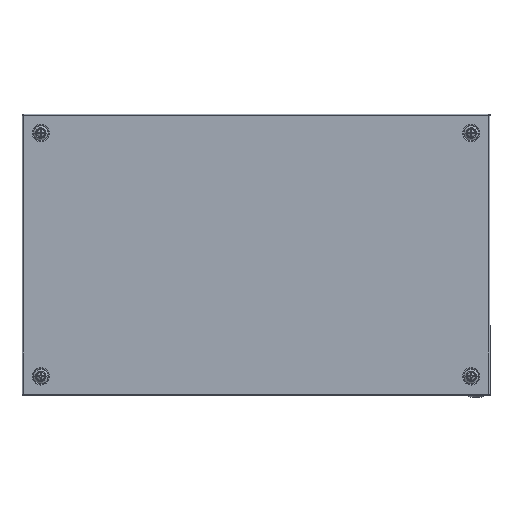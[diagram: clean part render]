
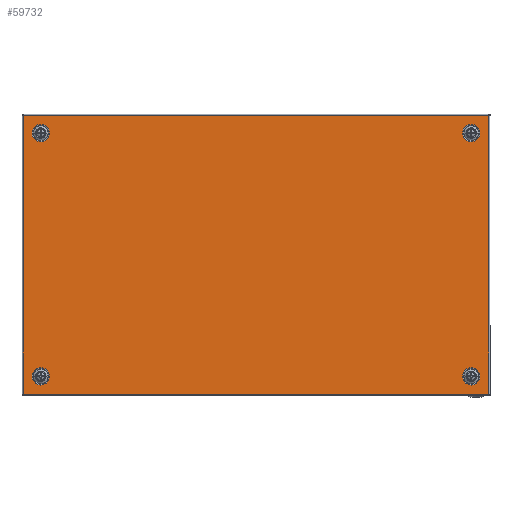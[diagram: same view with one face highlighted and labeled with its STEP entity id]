
A CAD part, top view. The second image highlights one B-rep face of the part: STEP entity #59732.
In plain terms, the highlighted face is planar.
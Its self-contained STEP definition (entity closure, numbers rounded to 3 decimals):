
#4800 = PLANE ( 'NONE',  #52317 ) ;
#4802 = FACE_BOUND ( 'NONE', #54418, .T. ) ;
#4806 = FACE_BOUND ( 'NONE', #54420, .T. ) ;
#4810 = FACE_BOUND ( 'NONE', #54358, .T. ) ;
#4812 = CARTESIAN_POINT ( 'NONE',  ( -149., -249., 0. ) ) ;
#4814 = FACE_OUTER_BOUND ( 'NONE', #54364, .T. ) ;
#4818 = FACE_BOUND ( 'NONE', #54362, .T. ) ;
#4821 = DIRECTION ( 'NONE',  ( 0., 0., 1. ) ) ;
#4823 = DIRECTION ( 'NONE',  ( 1., 0., 0. ) ) ;
#25539 = CARTESIAN_POINT ( 'NONE',  ( -139.208, -230., 0. ) ) ;
#25541 = CARTESIAN_POINT ( 'NONE',  ( -120.792, -230., 0. ) ) ;
#25581 = CARTESIAN_POINT ( 'NONE',  ( 120.792, -230., 0. ) ) ;
#25583 = CARTESIAN_POINT ( 'NONE',  ( 139.208, -230., 0. ) ) ;
#25621 = CARTESIAN_POINT ( 'NONE',  ( -120.792, 230., 0. ) ) ;
#25623 = CARTESIAN_POINT ( 'NONE',  ( -139.208, 230., 0. ) ) ;
#25659 = CARTESIAN_POINT ( 'NONE',  ( 139.208, 230., 0. ) ) ;
#25661 = CARTESIAN_POINT ( 'NONE',  ( 120.792, 230., 0. ) ) ;
#25687 = CARTESIAN_POINT ( 'NONE',  ( 148.9, 248.9, 0. ) ) ;
#25689 = CARTESIAN_POINT ( 'NONE',  ( 148.9, -248.9, 0. ) ) ;
#25693 = CARTESIAN_POINT ( 'NONE',  ( -148.9, -248.9, 0. ) ) ;
#25695 = CARTESIAN_POINT ( 'NONE',  ( -148.9, 248.9, 0. ) ) ;
#32790 = CIRCLE ( 'NONE', #32793, 9.208 ) ;
#32793 = AXIS2_PLACEMENT_3D ( 'NONE', #37064, #37066, #37068 ) ;
#32834 = CIRCLE ( 'NONE', #32839, 9.208 ) ;
#32839 = AXIS2_PLACEMENT_3D ( 'NONE', #37264, #37266, #37268 ) ;
#32880 = CIRCLE ( 'NONE', #32885, 9.208 ) ;
#32885 = AXIS2_PLACEMENT_3D ( 'NONE', #37466, #37468, #37470 ) ;
#32928 = CIRCLE ( 'NONE', #32931, 9.208 ) ;
#32931 = AXIS2_PLACEMENT_3D ( 'NONE', #50810, #50811, #50812 ) ;
#32958 = VECTOR ( 'NONE', #50879, 1000. ) ;
#32964 = CIRCLE ( 'NONE', #32967, 9.208 ) ;
#32966 = CIRCLE ( 'NONE', #32969, 9.208 ) ;
#32967 = AXIS2_PLACEMENT_3D ( 'NONE', #50870, #50871, #50872 ) ;
#32968 = VECTOR ( 'NONE', #50877, 1000. ) ;
#32969 = AXIS2_PLACEMENT_3D ( 'NONE', #50874, #50875, #50876 ) ;
#32971 = VECTOR ( 'NONE', #50882, 1000. ) ;
#32972 = VECTOR ( 'NONE', #50885, 1000. ) ;
#32973 = CIRCLE ( 'NONE', #32975, 9.208 ) ;
#32974 = CIRCLE ( 'NONE', #32977, 9.208 ) ;
#32975 = AXIS2_PLACEMENT_3D ( 'NONE', #50886, #50887, #50888 ) ;
#32977 = AXIS2_PLACEMENT_3D ( 'NONE', #50889, #50890, #50891 ) ;
#33170 = ORIENTED_EDGE ( 'NONE', *, *, #61857, .F. ) ;
#33171 = ORIENTED_EDGE ( 'NONE', *, *, #61785, .F. ) ;
#33173 = ORIENTED_EDGE ( 'NONE', *, *, #61837, .T. ) ;
#33175 = ORIENTED_EDGE ( 'NONE', *, *, #61858, .T. ) ;
#33177 = ORIENTED_EDGE ( 'NONE', *, *, #61859, .T. ) ;
#33179 = ORIENTED_EDGE ( 'NONE', *, *, #61860, .T. ) ;
#33181 = ORIENTED_EDGE ( 'NONE', *, *, #61861, .T. ) ;
#33183 = ORIENTED_EDGE ( 'NONE', *, *, #61862, .T. ) ;
#33184 = ORIENTED_EDGE ( 'NONE', *, *, #61863, .F. ) ;
#33186 = ORIENTED_EDGE ( 'NONE', *, *, #61811, .F. ) ;
#33188 = ORIENTED_EDGE ( 'NONE', *, *, #61759, .T. ) ;
#33190 = ORIENTED_EDGE ( 'NONE', *, *, #61864, .T. ) ;
#37064 = CARTESIAN_POINT ( 'NONE',  ( -130., -230., 0. ) ) ;
#37066 = DIRECTION ( 'NONE',  ( 0., 0., 1. ) ) ;
#37068 = DIRECTION ( 'NONE',  ( -1., 0., 0. ) ) ;
#37264 = CARTESIAN_POINT ( 'NONE',  ( 130., -230., 0. ) ) ;
#37266 = DIRECTION ( 'NONE',  ( 0., 0., -1. ) ) ;
#37268 = DIRECTION ( 'NONE',  ( 1., 0., 0. ) ) ;
#37466 = CARTESIAN_POINT ( 'NONE',  ( -130., 230., 0. ) ) ;
#37468 = DIRECTION ( 'NONE',  ( 0., 0., -1. ) ) ;
#37470 = DIRECTION ( 'NONE',  ( -1., 0., 0. ) ) ;
#50810 = CARTESIAN_POINT ( 'NONE',  ( 130., 230., 0. ) ) ;
#50811 = DIRECTION ( 'NONE',  ( 0., 0., 1. ) ) ;
#50812 = DIRECTION ( 'NONE',  ( 1., 0., 0. ) ) ;
#50868 = LINE ( 'NONE', #50869, #32968 ) ;
#50869 = CARTESIAN_POINT ( 'NONE',  ( 148.9, 248.9, 0. ) ) ;
#50870 = CARTESIAN_POINT ( 'NONE',  ( 130., -230., 0. ) ) ;
#50871 = DIRECTION ( 'NONE',  ( 0., 0., -1. ) ) ;
#50872 = DIRECTION ( 'NONE',  ( 1., 0., 0. ) ) ;
#50873 = LINE ( 'NONE', #50878, #32958 ) ;
#50874 = CARTESIAN_POINT ( 'NONE',  ( 130., 230., 0. ) ) ;
#50875 = DIRECTION ( 'NONE',  ( 0., 0., 1. ) ) ;
#50876 = DIRECTION ( 'NONE',  ( 1., 0., 0. ) ) ;
#50877 = DIRECTION ( 'NONE',  ( 0., -1., 0. ) ) ;
#50878 = CARTESIAN_POINT ( 'NONE',  ( 149., -248.9, 0. ) ) ;
#50879 = DIRECTION ( 'NONE',  ( -1., 0., 0. ) ) ;
#50880 = LINE ( 'NONE', #50881, #32971 ) ;
#50881 = CARTESIAN_POINT ( 'NONE',  ( -148.9, -248.9, 0. ) ) ;
#50882 = DIRECTION ( 'NONE',  ( 0., 1., 0. ) ) ;
#50883 = LINE ( 'NONE', #50884, #32972 ) ;
#50884 = CARTESIAN_POINT ( 'NONE',  ( -149., 248.9, 0. ) ) ;
#50885 = DIRECTION ( 'NONE',  ( 1., 0., 0. ) ) ;
#50886 = CARTESIAN_POINT ( 'NONE',  ( -130., 230., 0. ) ) ;
#50887 = DIRECTION ( 'NONE',  ( 0., 0., -1. ) ) ;
#50888 = DIRECTION ( 'NONE',  ( -1., 0., 0. ) ) ;
#50889 = CARTESIAN_POINT ( 'NONE',  ( -130., -230., 0. ) ) ;
#50890 = DIRECTION ( 'NONE',  ( 0., 0., 1. ) ) ;
#50891 = DIRECTION ( 'NONE',  ( -1., 0., 0. ) ) ;
#52317 = AXIS2_PLACEMENT_3D ( 'NONE', #4812, #4821, #4823 ) ;
#54358 = EDGE_LOOP ( 'NONE', ( #33173, #33175 ) ) ;
#54362 = EDGE_LOOP ( 'NONE', ( #33184, #33186 ) ) ;
#54364 = EDGE_LOOP ( 'NONE', ( #33177, #33179, #33181, #33183 ) ) ;
#54418 = EDGE_LOOP ( 'NONE', ( #33170, #33171 ) ) ;
#54420 = EDGE_LOOP ( 'NONE', ( #33188, #33190 ) ) ;
#59732 = ADVANCED_FACE ( 'NONE', ( #4802, #4810, #4814, #4818, #4806 ), #4800, .F. ) ;
#61759 = EDGE_CURVE ( 'NONE', #63098, #63099, #32790, .T. ) ;
#61785 = EDGE_CURVE ( 'NONE', #63119, #63120, #32834, .T. ) ;
#61811 = EDGE_CURVE ( 'NONE', #63139, #63140, #32880, .T. ) ;
#61837 = EDGE_CURVE ( 'NONE', #63158, #63159, #32928, .T. ) ;
#61857 = EDGE_CURVE ( 'NONE', #63120, #63119, #32964, .T. ) ;
#61858 = EDGE_CURVE ( 'NONE', #63159, #63158, #32966, .T. ) ;
#61859 = EDGE_CURVE ( 'NONE', #63172, #63173, #50868, .T. ) ;
#61860 = EDGE_CURVE ( 'NONE', #63173, #63175, #50873, .T. ) ;
#61861 = EDGE_CURVE ( 'NONE', #63175, #63176, #50880, .T. ) ;
#61862 = EDGE_CURVE ( 'NONE', #63176, #63172, #50883, .T. ) ;
#61863 = EDGE_CURVE ( 'NONE', #63140, #63139, #32973, .T. ) ;
#61864 = EDGE_CURVE ( 'NONE', #63099, #63098, #32974, .T. ) ;
#63098 = VERTEX_POINT ( 'NONE', #25539 ) ;
#63099 = VERTEX_POINT ( 'NONE', #25541 ) ;
#63119 = VERTEX_POINT ( 'NONE', #25581 ) ;
#63120 = VERTEX_POINT ( 'NONE', #25583 ) ;
#63139 = VERTEX_POINT ( 'NONE', #25621 ) ;
#63140 = VERTEX_POINT ( 'NONE', #25623 ) ;
#63158 = VERTEX_POINT ( 'NONE', #25659 ) ;
#63159 = VERTEX_POINT ( 'NONE', #25661 ) ;
#63172 = VERTEX_POINT ( 'NONE', #25687 ) ;
#63173 = VERTEX_POINT ( 'NONE', #25689 ) ;
#63175 = VERTEX_POINT ( 'NONE', #25693 ) ;
#63176 = VERTEX_POINT ( 'NONE', #25695 ) ;
